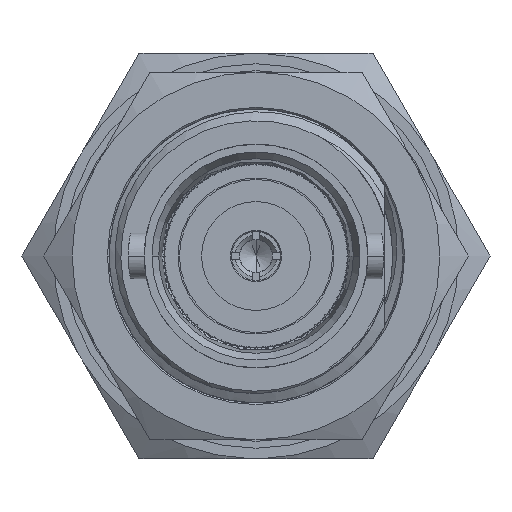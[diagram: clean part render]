
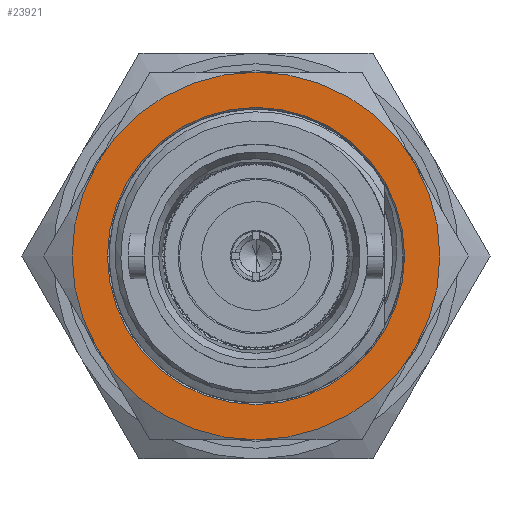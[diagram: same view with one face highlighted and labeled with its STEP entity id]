
A CAD part, left-side view. The second image highlights one B-rep face of the part: STEP entity #23921.
In plain terms, the highlighted planar face has unit normal (-1, 0, 0).
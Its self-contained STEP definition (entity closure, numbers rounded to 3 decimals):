
#22434=CARTESIAN_POINT('',(13.101,0.,0.));
#22435=DIRECTION('',(1.,0.,0.));
#22436=DIRECTION('',(0.,1.,0.));
#22437=AXIS2_PLACEMENT_3D('',#22434,#22435,#22436);
#22546=CARTESIAN_POINT('',(13.101,0.,0.));
#22547=DIRECTION('',(1.,0.,0.));
#22548=DIRECTION('',(0.,-1.,0.));
#22549=AXIS2_PLACEMENT_3D('',#22546,#22547,#22548);
#22555=CARTESIAN_POINT('',(13.101,0.,0.));
#22556=DIRECTION('',(1.,0.,0.));
#22557=DIRECTION('',(0.,0.866,0.5));
#22558=AXIS2_PLACEMENT_3D('',#22555,#22556,#22557);
#22560=CARTESIAN_POINT('',(13.101,0.,0.));
#22561=DIRECTION('',(1.,0.,0.));
#22562=DIRECTION('',(0.,0.,1.));
#22563=AXIS2_PLACEMENT_3D('',#22560,#22561,#22562);
#22565=CARTESIAN_POINT('',(13.101,0.,0.));
#22566=DIRECTION('',(1.,0.,0.));
#22567=DIRECTION('',(0.,-0.866,-0.5));
#22568=AXIS2_PLACEMENT_3D('',#22565,#22566,#22567);
#22570=CARTESIAN_POINT('',(13.101,0.,0.));
#22571=DIRECTION('',(1.,0.,0.));
#22572=DIRECTION('',(0.,0.,-1.));
#22573=AXIS2_PLACEMENT_3D('',#22570,#22571,#22572);
#22575=CARTESIAN_POINT('',(13.101,0.,0.));
#22576=DIRECTION('',(-1.,0.,0.));
#22577=DIRECTION('',(0.,0.866,0.5));
#22578=AXIS2_PLACEMENT_3D('',#22575,#22576,#22577);
#22780=CARTESIAN_POINT('',(13.101,0.,0.));
#22781=DIRECTION('',(-1.,0.,0.));
#22782=DIRECTION('',(0.,-0.866,-0.5));
#22783=AXIS2_PLACEMENT_3D('',#22780,#22781,#22782);
#22848=CARTESIAN_POINT('',(13.101,6.414,0.));
#22849=CARTESIAN_POINT('',(13.101,-6.414,0.));
#22850=VERTEX_POINT('',#22848);
#22851=VERTEX_POINT('',#22849);
#22881=CARTESIAN_POINT('',(13.101,6.874,3.969));
#22882=CARTESIAN_POINT('',(13.101,0.,7.938));
#22883=VERTEX_POINT('',#22881);
#22884=VERTEX_POINT('',#22882);
#22885=CARTESIAN_POINT('',(13.101,-6.874,3.969));
#22886=VERTEX_POINT('',#22885);
#22887=CARTESIAN_POINT('',(13.101,-6.874,-3.969));
#22888=CARTESIAN_POINT('',(13.101,0.,-7.938));
#22889=VERTEX_POINT('',#22887);
#22890=VERTEX_POINT('',#22888);
#22891=CARTESIAN_POINT('',(13.101,6.874,-3.969));
#22892=VERTEX_POINT('',#22891);
#23898=CARTESIAN_POINT('',(13.101,0.,0.));
#23899=DIRECTION('',(-1.,0.,0.));
#23900=DIRECTION('',(0.,1.,0.));
#23901=AXIS2_PLACEMENT_3D('',#23898,#23899,#23900);
#23902=PLANE('',#23901);
#23904=ORIENTED_EDGE('',*,*,#23903,.F.);
#23906=ORIENTED_EDGE('',*,*,#23905,.T.);
#23908=ORIENTED_EDGE('',*,*,#23907,.T.);
#23910=ORIENTED_EDGE('',*,*,#23909,.F.);
#23912=ORIENTED_EDGE('',*,*,#23911,.T.);
#23914=ORIENTED_EDGE('',*,*,#23913,.T.);
#23915=EDGE_LOOP('',(#23904,#23906,#23908,#23910,#23912,#23914));
#23916=FACE_OUTER_BOUND('',#23915,.F.);
#23917=ORIENTED_EDGE('',*,*,#23892,.F.);
#23918=ORIENTED_EDGE('',*,*,#23853,.F.);
#23919=EDGE_LOOP('',(#23917,#23918));
#23920=FACE_BOUND('',#23919,.F.);
#22438=CIRCLE('',#22437,6.414);
#22550=CIRCLE('',#22549,6.414);
#22559=CIRCLE('',#22558,7.938);
#22564=CIRCLE('',#22563,7.938);
#22569=CIRCLE('',#22568,7.938);
#22574=CIRCLE('',#22573,7.938);
#22579=CIRCLE('',#22578,7.938);
#22784=CIRCLE('',#22783,7.938);
#23853=EDGE_CURVE('',#22850,#22851,#22438,.T.);
#23892=EDGE_CURVE('',#22851,#22850,#22550,.T.);
#23903=EDGE_CURVE('',#22883,#22892,#22579,.T.);
#23905=EDGE_CURVE('',#22883,#22884,#22559,.T.);
#23907=EDGE_CURVE('',#22884,#22886,#22564,.T.);
#23909=EDGE_CURVE('',#22889,#22886,#22784,.T.);
#23911=EDGE_CURVE('',#22889,#22890,#22569,.T.);
#23913=EDGE_CURVE('',#22890,#22892,#22574,.T.);
#23921=ADVANCED_FACE('',(#23916,#23920),#23902,.T.);
